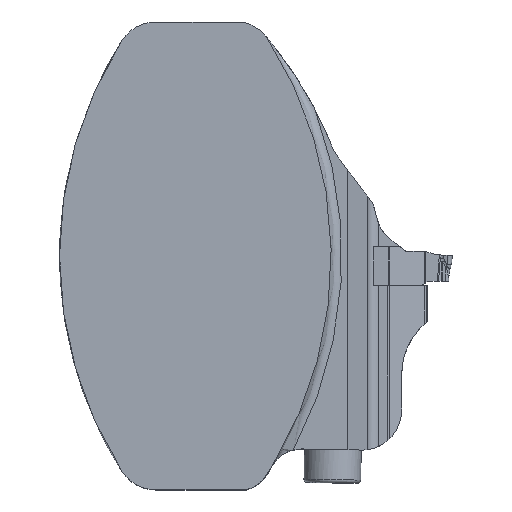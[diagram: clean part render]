
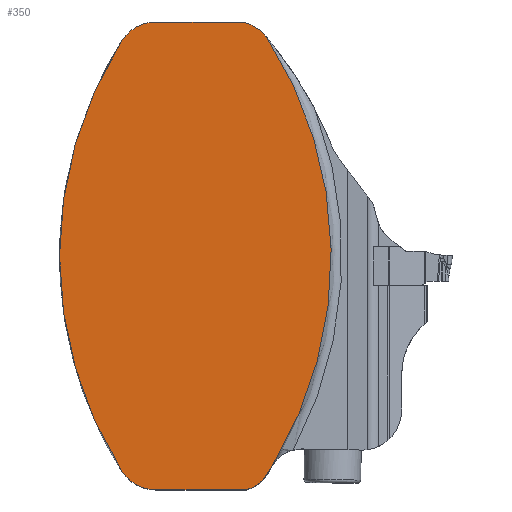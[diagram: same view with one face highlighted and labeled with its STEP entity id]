
A CAD part, top view. The second image highlights one B-rep face of the part: STEP entity #350.
In plain terms, the highlighted planar face has unit normal (0, 0, 1).
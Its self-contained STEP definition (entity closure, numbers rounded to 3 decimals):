
#350=ADVANCED_FACE('',(#544),#413,.T.);
#413=PLANE('',#2830);
#544=FACE_OUTER_BOUND('',#682,.T.);
#682=EDGE_LOOP('',(#1467,#1468,#1469,#1470,#1471,#1472,#1473,#1474,#1475,
#1476,#1477));
#710=CIRCLE('',#2696,6.);
#711=CIRCLE('',#2699,6.);
#712=CIRCLE('',#2702,5.2);
#714=CIRCLE('',#2706,5.5);
#715=CIRCLE('',#2709,60.5);
#718=CIRCLE('',#2714,6.5);
#719=CIRCLE('',#2718,60.25);
#720=CIRCLE('',#2723,60.25);
#722=CIRCLE('',#2727,60.25);
#1467=ORIENTED_EDGE('',*,*,#1916,.F.);
#1468=ORIENTED_EDGE('',*,*,#1884,.F.);
#1469=ORIENTED_EDGE('',*,*,#1918,.T.);
#1470=ORIENTED_EDGE('',*,*,#1888,.F.);
#1471=ORIENTED_EDGE('',*,*,#1924,.T.);
#1472=ORIENTED_EDGE('',*,*,#1901,.F.);
#1473=ORIENTED_EDGE('',*,*,#1926,.F.);
#1474=ORIENTED_EDGE('',*,*,#1892,.F.);
#1475=ORIENTED_EDGE('',*,*,#1922,.F.);
#1476=ORIENTED_EDGE('',*,*,#1905,.T.);
#1477=ORIENTED_EDGE('',*,*,#1913,.T.);
#1589=VERTEX_POINT('',#4593);
#1591=VERTEX_POINT('',#4596);
#1593=VERTEX_POINT('',#4602);
#1595=VERTEX_POINT('',#4605);
#1597=VERTEX_POINT('',#4611);
#1599=VERTEX_POINT('',#4614);
#1606=VERTEX_POINT('',#4654);
#1608=VERTEX_POINT('',#4657);
#1610=VERTEX_POINT('',#4685);
#1611=VERTEX_POINT('',#4686);
#1618=VERTEX_POINT('',#4715);
#1884=EDGE_CURVE('',#1589,#1591,#710,.T.);
#1888=EDGE_CURVE('',#1593,#1595,#711,.T.);
#1892=EDGE_CURVE('',#1597,#1599,#712,.T.);
#1901=EDGE_CURVE('',#1606,#1608,#714,.T.);
#1905=EDGE_CURVE('',#1610,#1611,#715,.T.);
#1913=EDGE_CURVE('',#1611,#1618,#718,.T.);
#1916=EDGE_CURVE('',#1591,#1618,#2174,.T.);
#1918=EDGE_CURVE('',#1589,#1595,#719,.T.);
#1922=EDGE_CURVE('',#1610,#1597,#720,.T.);
#1924=EDGE_CURVE('',#1593,#1608,#2176,.T.);
#1926=EDGE_CURVE('',#1599,#1606,#722,.T.);
#2174=LINE('',#4720,#2368);
#2176=LINE('',#4733,#2370);
#2368=VECTOR('',#3168,1.);
#2370=VECTOR('',#3188,1.);
#2696=AXIS2_PLACEMENT_3D('',#4595,#3113,#3114);
#2699=AXIS2_PLACEMENT_3D('',#4604,#3121,#3122);
#2702=AXIS2_PLACEMENT_3D('',#4613,#3129,#3130);
#2706=AXIS2_PLACEMENT_3D('',#4656,#3141,#3142);
#2709=AXIS2_PLACEMENT_3D('',#4684,#3148,#3149);
#2714=AXIS2_PLACEMENT_3D('',#4714,#3161,#3162);
#2718=AXIS2_PLACEMENT_3D('',#4723,#3172,#3173);
#2723=AXIS2_PLACEMENT_3D('',#4730,#3182,#3183);
#2727=AXIS2_PLACEMENT_3D('',#4736,#3192,#3193);
#2830=AXIS2_PLACEMENT_3D('',#5158,#3486,#3487);
#3113=DIRECTION('',(0.,0.,-1.));
#3114=DIRECTION('',(1.,0.,0.));
#3121=DIRECTION('',(0.,0.,-1.));
#3122=DIRECTION('',(1.,0.,0.));
#3129=DIRECTION('',(0.,0.,1.));
#3130=DIRECTION('',(1.,0.,0.));
#3141=DIRECTION('',(0.,0.,-1.));
#3142=DIRECTION('',(1.,0.,0.));
#3148=DIRECTION('',(0.,0.,1.));
#3149=DIRECTION('',(1.,0.,0.));
#3161=DIRECTION('',(0.,0.,1.));
#3162=DIRECTION('',(1.,0.,0.));
#3168=DIRECTION('',(1.,0.,0.));
#3172=DIRECTION('',(0.,0.,1.));
#3173=DIRECTION('',(1.,0.,0.));
#3182=DIRECTION('',(0.,0.,-1.));
#3183=DIRECTION('',(1.,0.,0.));
#3188=DIRECTION('',(1.,0.,0.));
#3192=DIRECTION('',(0.,0.,-1.));
#3193=DIRECTION('',(1.,0.,0.));
#3486=DIRECTION('',(0.,0.,1.));
#3487=DIRECTION('',(1.,0.,0.));
#4593=CARTESIAN_POINT('',(-11.069,32.207,0.));
#4595=CARTESIAN_POINT('',(-5.998,29.,0.));
#4596=CARTESIAN_POINT('',(-5.998,35.,0.));
#4602=CARTESIAN_POINT('',(-5.998,-35.,0.));
#4604=CARTESIAN_POINT('',(-5.998,-29.,0.));
#4605=CARTESIAN_POINT('',(-11.069,-32.207,0.));
#4611=CARTESIAN_POINT('',(11.611,-31.087,0.));
#4613=CARTESIAN_POINT('',(15.862,-34.082,0.));
#4614=CARTESIAN_POINT('',(11.254,-31.672,0.));
#4654=CARTESIAN_POINT('',(10.082,-33.493,0.));
#4656=CARTESIAN_POINT('',(6.1,-29.7,0.));
#4657=CARTESIAN_POINT('',(7.57,-35.,0.));
#4684=CARTESIAN_POINT('',(-35.807,-6.082,0.));
#4685=CARTESIAN_POINT('',(10.52,32.83,0.));
#4686=CARTESIAN_POINT('',(10.472,32.887,0.));
#4714=CARTESIAN_POINT('',(5.5,28.7,0.));
#4715=CARTESIAN_POINT('',(7.1,35.,0.));
#4720=CARTESIAN_POINT('',(25.7,35.,0.));
#4723=CARTESIAN_POINT('',(39.85,0.,0.));
#4730=CARTESIAN_POINT('',(-40.,0.,0.));
#4733=CARTESIAN_POINT('',(25.7,-35.,0.));
#4736=CARTESIAN_POINT('',(-40.,0.,0.));
#5158=CARTESIAN_POINT('',(0.,0.,0.));
